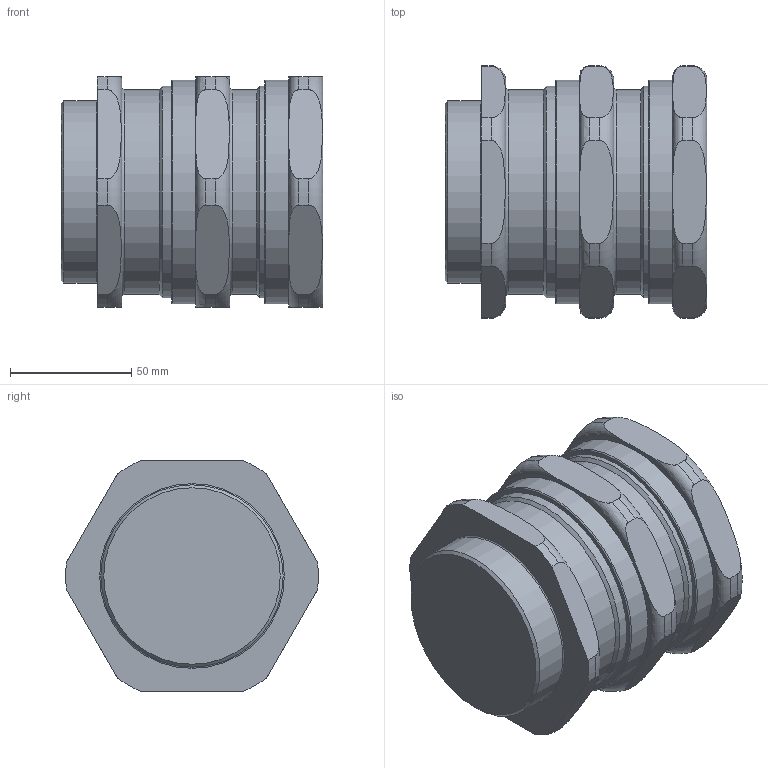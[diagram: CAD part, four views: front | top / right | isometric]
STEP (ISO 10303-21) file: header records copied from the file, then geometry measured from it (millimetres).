
FILE_DESCRIPTION(/* description */ (''),/* implementation_level */ '2;1');
FILE_NAME(/* name */ '501 423 F M75.stp',/* time_stamp */ '2020-10-07T18:56:55+05:00',/* author */ ('jgandhi'),/* organization */ (''),/* preprocessor_version */ 'ST-DEVELOPER v18',/* originating_system */ 'Autodesk Inventor 2020',/* authorisation */ '');
FILE_SCHEMA (('AUTOMOTIVE_DESIGN { 1 0 10303 214 3 1 1 }'));
Length unit declared in the file: millimetre
Products named in the file (1): 501 423 F M75
Bounding box: 107.83 x 103.94 x 95 mm (x, y, z)
Volume: 978328.9 mm3; surface area: 131733 mm2
Topology: 8 solids, 8 shells, 269 faces, 760 edges, 512 vertices
Faces by surface type: plane 111, torus 76, cylinder 47, cone 35
Full cylindrical faces by diameter (mm): 68.3 x2, 75 x1, 77.55 x2, 78.25 x4, 84.1 x2, 84.4 x2, 86.946 x1, 87.2 x1, 92.15 x2
Entity records: 10553 total; most frequent: CARTESIAN_POINT 3236, ORIENTED_EDGE 1520, DIRECTION 1500, EDGE_CURVE 760, AXIS2_PLACEMENT_3D 643, VERTEX_POINT 512, CIRCLE 365, EDGE_LOOP 278
